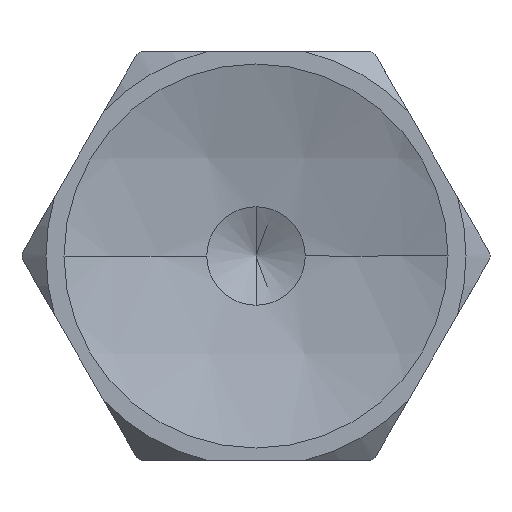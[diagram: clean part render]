
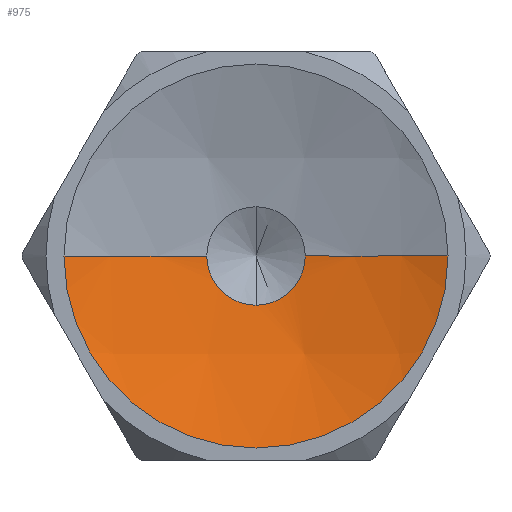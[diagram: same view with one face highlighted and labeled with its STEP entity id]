
A CAD part, front view. The second image highlights one B-rep face of the part: STEP entity #975.
In plain terms, the highlighted spherical face has radius 21 mm.
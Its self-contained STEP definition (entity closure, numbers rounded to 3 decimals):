
#24 = CARTESIAN_POINT ( 'NONE',  ( 0., -4.917, 0. ) ) ;
#61 = SPHERICAL_SURFACE ( 'NONE', #1098, 21. ) ;
#74 = ORIENTED_EDGE ( 'NONE', *, *, #543, .F. ) ;
#95 = CIRCLE ( 'NONE', #889, 21. ) ;
#121 = ORIENTED_EDGE ( 'NONE', *, *, #406, .T. ) ;
#128 = DIRECTION ( 'NONE',  ( 0., 0., 1. ) ) ;
#159 = DIRECTION ( 'NONE',  ( 0., 0., 1. ) ) ;
#219 = CARTESIAN_POINT ( 'NONE',  ( 0., -6.4, 0. ) ) ;
#247 = EDGE_CURVE ( 'NONE', #1271, #432, #790, .T. ) ;
#272 = CIRCLE ( 'NONE', #1152, 2.05 ) ;
#302 = CARTESIAN_POINT ( 'NONE',  ( -2.05, -4.917, 0. ) ) ;
#307 = AXIS2_PLACEMENT_3D ( 'NONE', #219, #928, #332 ) ;
#332 = DIRECTION ( 'NONE',  ( 0., 0., 1. ) ) ;
#403 = CARTESIAN_POINT ( 'NONE',  ( 0., -4.917, 0. ) ) ;
#406 = EDGE_CURVE ( 'NONE', #697, #432, #272, .T. ) ;
#409 = CIRCLE ( 'NONE', #307, 8. ) ;
#432 = VERTEX_POINT ( 'NONE', #302 ) ;
#485 = AXIS2_PLACEMENT_3D ( 'NONE', #1103, #1114, #1117 ) ;
#489 = ORIENTED_EDGE ( 'NONE', *, *, #247, .F. ) ;
#506 = DIRECTION ( 'NONE',  ( 0., 0., 1. ) ) ;
#543 = EDGE_CURVE ( 'NONE', #660, #1271, #409, .T. ) ;
#549 = FACE_OUTER_BOUND ( 'NONE', #1187, .T. ) ;
#553 = CARTESIAN_POINT ( 'NONE',  ( -8., -6.4, 0. ) ) ;
#616 = CIRCLE ( 'NONE', #868, 2.05 ) ;
#623 = CARTESIAN_POINT ( 'NONE',  ( 8., -6.4, 0. ) ) ;
#660 = VERTEX_POINT ( 'NONE', #623 ) ;
#697 = VERTEX_POINT ( 'NONE', #939 ) ;
#731 = DIRECTION ( 'NONE',  ( 0., 1., 0. ) ) ;
#761 = CARTESIAN_POINT ( 'NONE',  ( 0., -25.816, 0. ) ) ;
#770 = DIRECTION ( 'NONE',  ( -1., 0., 0. ) ) ;
#785 = ORIENTED_EDGE ( 'NONE', *, *, #1219, .T. ) ;
#790 = CIRCLE ( 'NONE', #485, 21. ) ;
#868 = AXIS2_PLACEMENT_3D ( 'NONE', #24, #731, #128 ) ;
#869 = DIRECTION ( 'NONE',  ( 1., 0., 0. ) ) ;
#875 = EDGE_CURVE ( 'NONE', #660, #947, #95, .T. ) ;
#877 = DIRECTION ( 'NONE',  ( 0., 0., 1. ) ) ;
#889 = AXIS2_PLACEMENT_3D ( 'NONE', #761, #159, #869 ) ;
#928 = DIRECTION ( 'NONE',  ( 0., 1., 0. ) ) ;
#939 = CARTESIAN_POINT ( 'NONE',  ( 0., -4.917, -2.05 ) ) ;
#947 = VERTEX_POINT ( 'NONE', #977 ) ;
#975 = ADVANCED_FACE ( 'NONE', ( #549 ), #61, .F. ) ;
#977 = CARTESIAN_POINT ( 'NONE',  ( 2.05, -4.917, 0. ) ) ;
#1098 = AXIS2_PLACEMENT_3D ( 'NONE', #1106, #877, #770 ) ;
#1103 = CARTESIAN_POINT ( 'NONE',  ( 0., -25.816, 0. ) ) ;
#1106 = CARTESIAN_POINT ( 'NONE',  ( 0., -25.816, 0. ) ) ;
#1114 = DIRECTION ( 'NONE',  ( 0., 0., -1. ) ) ;
#1117 = DIRECTION ( 'NONE',  ( -1., 0., 0. ) ) ;
#1119 = DIRECTION ( 'NONE',  ( 0., 1., 0. ) ) ;
#1152 = AXIS2_PLACEMENT_3D ( 'NONE', #403, #1119, #506 ) ;
#1187 = EDGE_LOOP ( 'NONE', ( #74, #1280, #785, #121, #489 ) ) ;
#1219 = EDGE_CURVE ( 'NONE', #947, #697, #616, .T. ) ;
#1271 = VERTEX_POINT ( 'NONE', #553 ) ;
#1280 = ORIENTED_EDGE ( 'NONE', *, *, #875, .T. ) ;
